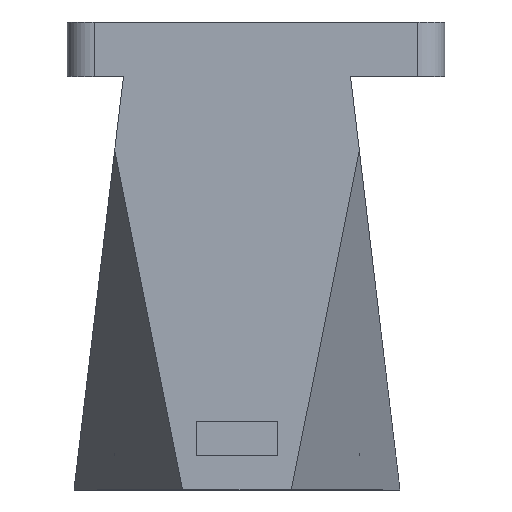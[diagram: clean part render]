
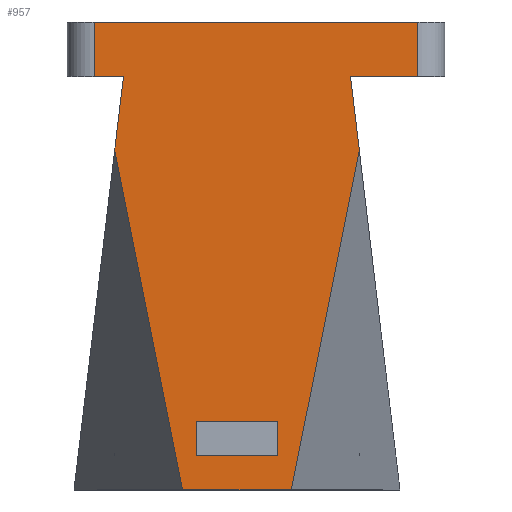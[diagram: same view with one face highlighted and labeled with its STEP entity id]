
A CAD part, top view. The second image highlights one B-rep face of the part: STEP entity #957.
In plain terms, the highlighted planar face has unit normal (0, 0, 1).
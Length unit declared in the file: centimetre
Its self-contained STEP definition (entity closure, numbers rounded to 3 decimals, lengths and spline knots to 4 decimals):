
#22=FACE_BOUND('',#147,.T.);
#87=FACE_OUTER_BOUND('',#146,.T.);
#146=EDGE_LOOP('',(#725,#726,#727,#728,#729,#730,#731,#732,#733,#734));
#147=EDGE_LOOP('',(#735,#736,#737,#738));
#210=LINE('',#1381,#302);
#221=LINE('',#1412,#313);
#232=LINE('',#1446,#324);
#244=LINE('',#1489,#336);
#246=LINE('',#1493,#338);
#247=LINE('',#1495,#339);
#248=LINE('',#1496,#340);
#249=LINE('',#1497,#341);
#250=LINE('',#1499,#342);
#251=LINE('',#1501,#343);
#252=LINE('',#1502,#344);
#253=LINE('',#1504,#345);
#254=LINE('',#1506,#346);
#255=LINE('',#1507,#347);
#302=VECTOR('',#1105,100.);
#313=VECTOR('',#1130,100.);
#324=VECTOR('',#1161,100.);
#336=VECTOR('',#1205,100.);
#338=VECTOR('',#1209,100.);
#339=VECTOR('',#1210,100.);
#340=VECTOR('',#1211,100.);
#341=VECTOR('',#1212,100.);
#342=VECTOR('',#1213,100.);
#343=VECTOR('',#1214,100.);
#344=VECTOR('',#1215,100.);
#345=VECTOR('',#1216,100.);
#346=VECTOR('',#1217,100.);
#347=VECTOR('',#1218,100.);
#428=VERTEX_POINT('',#1378);
#429=VERTEX_POINT('',#1380);
#441=VERTEX_POINT('',#1409);
#442=VERTEX_POINT('',#1411);
#454=VERTEX_POINT('',#1443);
#455=VERTEX_POINT('',#1445);
#469=VERTEX_POINT('',#1486);
#470=VERTEX_POINT('',#1488);
#471=VERTEX_POINT('',#1492);
#472=VERTEX_POINT('',#1494);
#473=VERTEX_POINT('',#1498);
#474=VERTEX_POINT('',#1500);
#475=VERTEX_POINT('',#1503);
#476=VERTEX_POINT('',#1505);
#522=EDGE_CURVE('',#428,#429,#210,.T.);
#537=EDGE_CURVE('',#442,#441,#221,.T.);
#553=EDGE_CURVE('',#455,#454,#232,.T.);
#572=EDGE_CURVE('',#470,#469,#244,.T.);
#574=EDGE_CURVE('',#471,#428,#246,.T.);
#575=EDGE_CURVE('',#472,#471,#247,.T.);
#576=EDGE_CURVE('',#472,#455,#248,.T.);
#577=EDGE_CURVE('',#442,#454,#249,.T.);
#578=EDGE_CURVE('',#441,#473,#250,.T.);
#579=EDGE_CURVE('',#473,#474,#251,.T.);
#580=EDGE_CURVE('',#474,#429,#252,.T.);
#581=EDGE_CURVE('',#475,#470,#253,.T.);
#582=EDGE_CURVE('',#469,#476,#254,.T.);
#583=EDGE_CURVE('',#476,#475,#255,.T.);
#725=ORIENTED_EDGE('',*,*,#574,.F.);
#726=ORIENTED_EDGE('',*,*,#575,.F.);
#727=ORIENTED_EDGE('',*,*,#576,.T.);
#728=ORIENTED_EDGE('',*,*,#553,.T.);
#729=ORIENTED_EDGE('',*,*,#577,.F.);
#730=ORIENTED_EDGE('',*,*,#537,.T.);
#731=ORIENTED_EDGE('',*,*,#578,.T.);
#732=ORIENTED_EDGE('',*,*,#579,.T.);
#733=ORIENTED_EDGE('',*,*,#580,.T.);
#734=ORIENTED_EDGE('',*,*,#522,.F.);
#735=ORIENTED_EDGE('',*,*,#581,.T.);
#736=ORIENTED_EDGE('',*,*,#572,.T.);
#737=ORIENTED_EDGE('',*,*,#582,.T.);
#738=ORIENTED_EDGE('',*,*,#583,.T.);
#910=PLANE('',#1034);
#957=ADVANCED_FACE('',(#87,#22),#910,.T.);
#1034=AXIS2_PLACEMENT_3D('',#1491,#1207,#1208);
#1105=DIRECTION('',(0.119,-0.993,0.));
#1130=DIRECTION('',(-0.119,-0.993,0.));
#1161=DIRECTION('',(0.,-1.,0.));
#1205=DIRECTION('',(0.,1.,0.));
#1207=DIRECTION('center_axis',(0.,0.,1.));
#1208=DIRECTION('ref_axis',(1.,0.,0.));
#1209=DIRECTION('',(-1.,0.,0.));
#1210=DIRECTION('',(0.,-1.,0.));
#1211=DIRECTION('',(-1.,0.,0.));
#1212=DIRECTION('',(-1.,0.,0.));
#1213=DIRECTION('',(0.196,-0.981,0.));
#1214=DIRECTION('',(1.,0.,0.));
#1215=DIRECTION('',(0.196,0.981,0.));
#1216=DIRECTION('',(-1.,0.,0.));
#1217=DIRECTION('',(1.,0.,0.));
#1218=DIRECTION('',(0.,-1.,0.));
#1378=CARTESIAN_POINT('',(-0.2647,0.5731,1.7441));
#1380=CARTESIAN_POINT('',(-0.1998,0.0306,1.7441));
#1381=CARTESIAN_POINT('',(-0.0587,-1.1486,1.7441));
#1409=CARTESIAN_POINT('',(-2.0006,0.0306,1.7441));
#1411=CARTESIAN_POINT('',(-1.9357,0.5731,1.7441));
#1412=CARTESIAN_POINT('',(-2.1417,-1.1486,1.7441));
#1443=CARTESIAN_POINT('',(-2.1502,0.5731,1.7441));
#1445=CARTESIAN_POINT('',(-2.1502,0.9731,1.7441));
#1446=CARTESIAN_POINT('',(-2.1502,0.9731,1.7441));
#1486=CARTESIAN_POINT('',(-1.4002,-1.9694,1.7441));
#1488=CARTESIAN_POINT('',(-1.4002,-2.2194,1.7441));
#1489=CARTESIAN_POINT('',(-1.4002,-2.2944,1.7441));
#1491=CARTESIAN_POINT('Origin',(-1.1002,-2.4694,1.7441));
#1492=CARTESIAN_POINT('',(0.2298,0.5731,1.7441));
#1493=CARTESIAN_POINT('',(-1.1202,0.5731,1.7441));
#1494=CARTESIAN_POINT('',(0.2298,0.9731,1.7441));
#1495=CARTESIAN_POINT('',(0.2298,0.9731,1.7441));
#1496=CARTESIAN_POINT('',(-1.1002,0.9731,1.7441));
#1497=CARTESIAN_POINT('',(-1.1202,0.5731,1.7441));
#1498=CARTESIAN_POINT('',(-1.5006,-2.4694,1.7441));
#1499=CARTESIAN_POINT('',(-2.0006,0.0306,1.7441));
#1500=CARTESIAN_POINT('',(-0.6998,-2.4694,1.7441));
#1501=CARTESIAN_POINT('',(-1.5504,-2.4694,1.7441));
#1502=CARTESIAN_POINT('',(-0.2344,-0.1425,1.7441));
#1503=CARTESIAN_POINT('',(-0.8002,-2.2194,1.7441));
#1504=CARTESIAN_POINT('',(-1.1002,-2.2194,1.7441));
#1505=CARTESIAN_POINT('',(-0.8002,-1.9694,1.7441));
#1506=CARTESIAN_POINT('',(-1.1002,-1.9694,1.7441));
#1507=CARTESIAN_POINT('',(-0.8002,-2.2944,1.7441));
